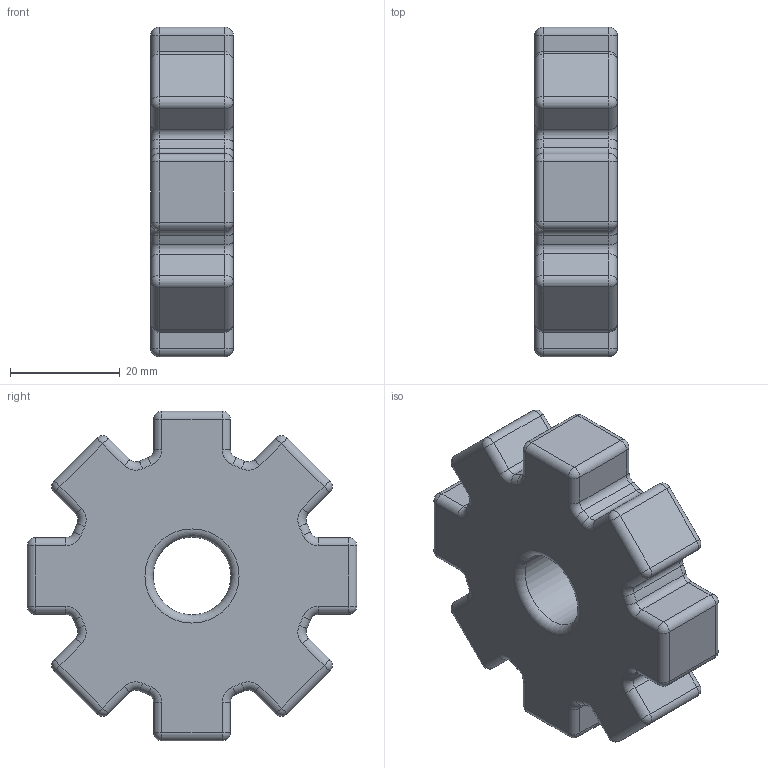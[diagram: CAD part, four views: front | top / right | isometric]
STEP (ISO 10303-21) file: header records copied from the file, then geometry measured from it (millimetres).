
FILE_DESCRIPTION(/* description */ (''),/* implementation_level */ '2;1');
FILE_NAME(/* name */ 'gear.step',/* time_stamp */ '2018-12-16T12:20:17-05:00',/* author */ (''),/* organization */ (''),/* preprocessor_version */ 'ST-DEVELOPER v17.2',/* originating_system */ 'Autodesk Translation Framework v7.6.0.251',/* authorisation */ '');
FILE_SCHEMA (('AUTOMOTIVE_DESIGN { 1 0 10303 214 3 1 1 }'));
Length unit declared in the file: millimetre
Products named in the file (1): (Unsaved)
Bounding box: 15 x 60 x 60 mm (x, y, z)
Volume: 34579.6 mm3; surface area: 8787.9 mm2
Topology: 1 solids, 1 shells, 197 faces, 428 edges, 233 vertices
Faces by surface type: cylinder 89, torus 50, sphere 32, plane 26
Full cylindrical faces by diameter (mm): 14.142 x1
Entity records: 5350 total; most frequent: DIRECTION 1091, CARTESIAN_POINT 859, ORIENTED_EDGE 856, AXIS2_PLACEMENT_3D 465, EDGE_CURVE 428, CIRCLE 267, VERTEX_POINT 233, EDGE_LOOP 199
